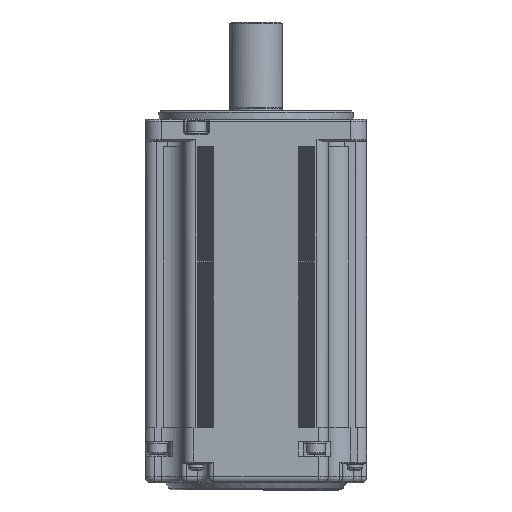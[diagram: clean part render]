
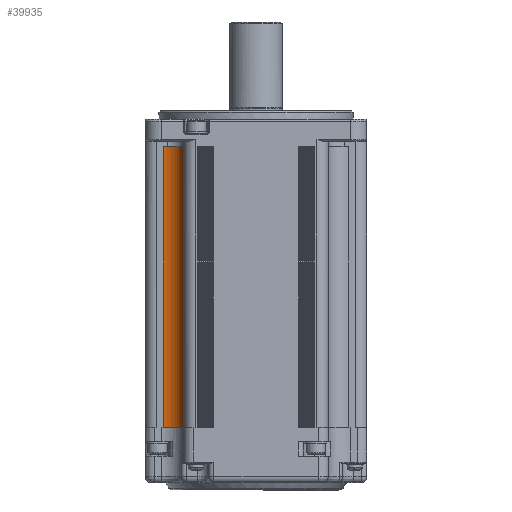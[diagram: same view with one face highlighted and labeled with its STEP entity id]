
A CAD part, front view. The second image highlights one B-rep face of the part: STEP entity #39935.
In plain terms, the highlighted cylindrical face has radius 7.5 mm (diameter 15 mm), a partial arc.
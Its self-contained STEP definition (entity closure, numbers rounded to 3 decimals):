
#30490=CARTESIAN_POINT('',(116.5,-26.,12.7));
#30491=VERTEX_POINT('',#30490);
#30533=CARTESIAN_POINT('',(116.5,-26.,-88.5));
#30534=VERTEX_POINT('',#30533);
#30544=CARTESIAN_POINT('',(116.5,-26.,12.7));
#30545=CARTESIAN_POINT('',(116.5,-26.,-7.54));
#30546=CARTESIAN_POINT('',(116.5,-26.,-27.78));
#30547=CARTESIAN_POINT('',(116.5,-26.,-48.02));
#30548=CARTESIAN_POINT('',(116.5,-26.,-68.26));
#30549=CARTESIAN_POINT('',(116.5,-26.,-88.5));
#30550=B_SPLINE_CURVE_WITH_KNOTS('',5,(#30544,#30545,#30546,#30547,#30548,#30549),.UNSPECIFIED.,.F.,.U.,(6,6),(0.,0.101),.UNSPECIFIED.);
#30551=EDGE_CURVE('',#30491,#30534,#30550,.T.);
#32773=CARTESIAN_POINT('',(124.,-33.5,12.7));
#32774=VERTEX_POINT('',#32773);
#32786=CARTESIAN_POINT('',(124.,-33.5,-88.5));
#32787=VERTEX_POINT('',#32786);
#32788=CARTESIAN_POINT('',(124.,-33.5,12.7));
#32789=CARTESIAN_POINT('',(124.,-33.5,-7.54));
#32790=CARTESIAN_POINT('',(124.,-33.5,-27.78));
#32791=CARTESIAN_POINT('',(124.,-33.5,-48.02));
#32792=CARTESIAN_POINT('',(124.,-33.5,-68.26));
#32793=CARTESIAN_POINT('',(124.,-33.5,-88.5));
#32794=B_SPLINE_CURVE_WITH_KNOTS('',5,(#32788,#32789,#32790,#32791,#32792,#32793),.UNSPECIFIED.,.F.,.U.,(6,6),(0.,0.101),.UNSPECIFIED.);
#32795=EDGE_CURVE('',#32774,#32787,#32794,.T.);
#39885=CARTESIAN_POINT('',(124.,-33.5,-88.5));
#39886=CARTESIAN_POINT('',(124.,-32.911,-88.5));
#39887=CARTESIAN_POINT('',(123.942,-32.322,-88.5));
#39888=CARTESIAN_POINT('',(123.827,-31.74,-88.5));
#39889=CARTESIAN_POINT('',(123.483,-30.608,-88.5));
#39890=CARTESIAN_POINT('',(122.925,-29.564,-88.5));
#39891=CARTESIAN_POINT('',(122.595,-29.071,-88.5));
#39892=CARTESIAN_POINT('',(121.844,-28.156,-88.5));
#39893=CARTESIAN_POINT('',(120.929,-27.405,-88.5));
#39894=CARTESIAN_POINT('',(120.436,-27.075,-88.5));
#39895=CARTESIAN_POINT('',(119.392,-26.517,-88.5));
#39896=CARTESIAN_POINT('',(118.26,-26.173,-88.5));
#39897=CARTESIAN_POINT('',(117.678,-26.058,-88.5));
#39898=CARTESIAN_POINT('',(117.089,-26.,-88.5));
#39899=CARTESIAN_POINT('',(116.5,-26.,-88.5));
#39900=B_SPLINE_CURVE_WITH_KNOTS('',5,(#39885,#39886,#39887,#39888,#39889,#39890,#39891,#39892,#39893,#39894,#39895,#39896,#39897,#39898,#39899),.UNSPECIFIED.,.F.,.U.,(6,3,3,3,6),(0.,0.393,0.785,1.178,1.571),.UNSPECIFIED.);
#39901=EDGE_CURVE('',#32787,#30534,#39900,.T.);
#39907=CARTESIAN_POINT('',(116.5,-33.5,12.7));
#39908=DIRECTION('',(0.,1.,0.));
#39909=DIRECTION('',(0.,0.,-1.));
#39910=AXIS2_PLACEMENT_3D('',#39907,#39909,#39908);
#39911=CYLINDRICAL_SURFACE('',#39910,7.5);
#39912=ORIENTED_EDGE('',*,*,#32795,.F.);
#39913=CARTESIAN_POINT('',(124.,-33.5,12.7));
#39914=CARTESIAN_POINT('',(124.,-32.911,12.7));
#39915=CARTESIAN_POINT('',(123.942,-32.322,12.7));
#39916=CARTESIAN_POINT('',(123.827,-31.74,12.7));
#39917=CARTESIAN_POINT('',(123.483,-30.608,12.7));
#39918=CARTESIAN_POINT('',(122.925,-29.564,12.7));
#39919=CARTESIAN_POINT('',(122.595,-29.071,12.7));
#39920=CARTESIAN_POINT('',(121.844,-28.156,12.7));
#39921=CARTESIAN_POINT('',(120.929,-27.405,12.7));
#39922=CARTESIAN_POINT('',(120.436,-27.075,12.7));
#39923=CARTESIAN_POINT('',(119.392,-26.517,12.7));
#39924=CARTESIAN_POINT('',(118.26,-26.173,12.7));
#39925=CARTESIAN_POINT('',(117.678,-26.058,12.7));
#39926=CARTESIAN_POINT('',(117.089,-26.,12.7));
#39927=CARTESIAN_POINT('',(116.5,-26.,12.7));
#39928=B_SPLINE_CURVE_WITH_KNOTS('',5,(#39913,#39914,#39915,#39916,#39917,#39918,#39919,#39920,#39921,#39922,#39923,#39924,#39925,#39926,#39927),.UNSPECIFIED.,.F.,.U.,(6,3,3,3,6),(0.,0.393,0.785,1.178,1.571),.UNSPECIFIED.);
#39929=EDGE_CURVE('',#32774,#30491,#39928,.T.);
#39930=ORIENTED_EDGE('',*,*,#39929,.T.);
#39931=ORIENTED_EDGE('',*,*,#30551,.T.);
#39932=ORIENTED_EDGE('',*,*,#39901,.F.);
#39933=EDGE_LOOP('',(#39912,#39930,#39931,#39932));
#39934=FACE_OUTER_BOUND('',#39933,.T.);
#39935=ADVANCED_FACE('',(#39934),#39911,.F.);
